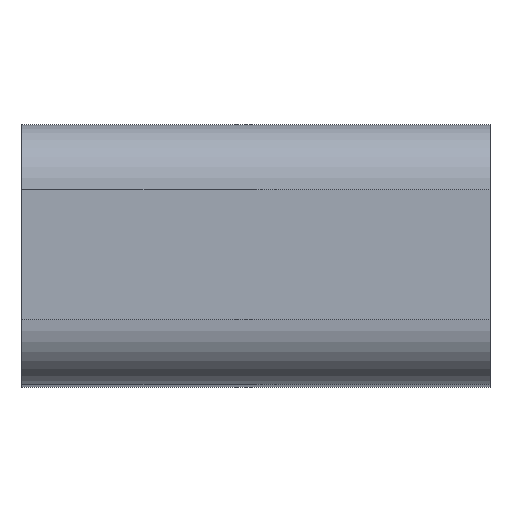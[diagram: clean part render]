
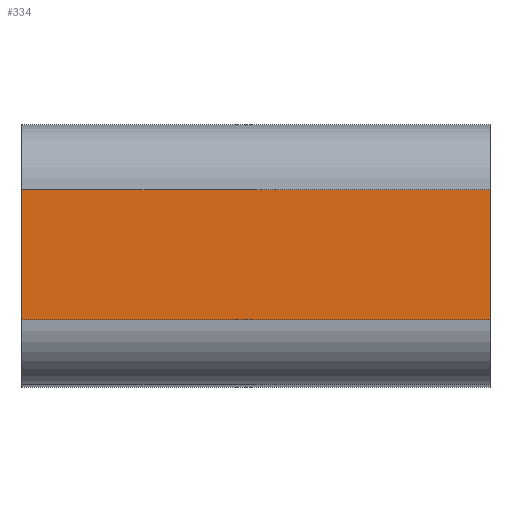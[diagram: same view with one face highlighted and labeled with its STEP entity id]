
A CAD part, top view. The second image highlights one B-rep face of the part: STEP entity #334.
In plain terms, the highlighted planar face has unit normal (0, 0, 1).
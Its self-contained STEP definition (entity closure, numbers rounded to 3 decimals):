
#37=LINE('',#585,#61);
#38=LINE('',#587,#62);
#39=LINE('',#589,#63);
#40=LINE('',#590,#64);
#61=VECTOR('',#478,1.);
#62=VECTOR('',#479,1.);
#63=VECTOR('',#480,1.);
#64=VECTOR('',#481,1.);
#96=FACE_OUTER_BOUND('',#118,.T.);
#118=EDGE_LOOP('',(#271,#272,#273,#274));
#177=VERTEX_POINT('',#583);
#178=VERTEX_POINT('',#584);
#179=VERTEX_POINT('',#586);
#180=VERTEX_POINT('',#588);
#213=EDGE_CURVE('',#177,#178,#37,.T.);
#214=EDGE_CURVE('',#178,#179,#38,.T.);
#215=EDGE_CURVE('',#180,#179,#39,.T.);
#216=EDGE_CURVE('',#180,#177,#40,.T.);
#271=ORIENTED_EDGE('',*,*,#213,.T.);
#272=ORIENTED_EDGE('',*,*,#214,.T.);
#273=ORIENTED_EDGE('',*,*,#215,.F.);
#274=ORIENTED_EDGE('',*,*,#216,.T.);
#318=PLANE('',#389);
#334=ADVANCED_FACE('',(#96),#318,.F.);
#389=AXIS2_PLACEMENT_3D('',#582,#476,#477);
#476=DIRECTION('center_axis',(0.,0.,-1.));
#477=DIRECTION('ref_axis',(-1.,0.,0.));
#478=DIRECTION('',(0.,-1.,0.));
#479=DIRECTION('',(1.,0.,0.));
#480=DIRECTION('',(0.,-1.,0.));
#481=DIRECTION('',(-1.,0.,0.));
#582=CARTESIAN_POINT('Origin',(36.,20.,125.));
#583=CARTESIAN_POINT('',(0.,15.,125.));
#584=CARTESIAN_POINT('',(0.,5.,125.));
#585=CARTESIAN_POINT('',(0.,20.,125.));
#586=CARTESIAN_POINT('',(36.,5.,125.));
#587=CARTESIAN_POINT('',(36.,5.,125.));
#588=CARTESIAN_POINT('',(36.,15.,125.));
#589=CARTESIAN_POINT('',(36.,20.,125.));
#590=CARTESIAN_POINT('',(36.,15.,125.));
